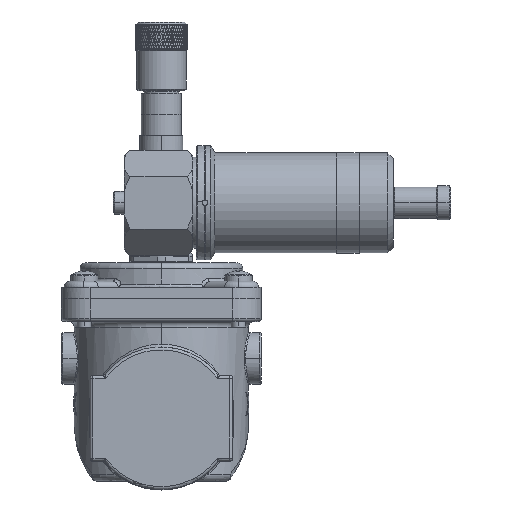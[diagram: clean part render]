
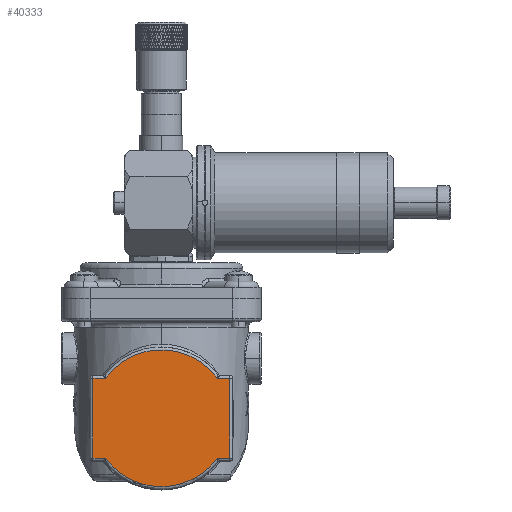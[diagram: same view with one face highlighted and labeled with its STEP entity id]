
A CAD part, top view. The second image highlights one B-rep face of the part: STEP entity #40333.
In plain terms, the highlighted planar face has unit normal (0, 0, 1).
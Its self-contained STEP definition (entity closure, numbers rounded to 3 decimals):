
#409 = EDGE_CURVE ( 'Defeature completata1_92+Defeature completata1_109+Defeature completata1_111+Defeature completata1_112', #74741, #93151, #35704, .T. ) ;
#2979 = DIRECTION ( 'NONE',  ( 1., 0., 0. ) ) ;
#3682 = CIRCLE ( 'NONE', #50507, 24. ) ;
#6891 = VERTEX_POINT ( 'NONE', #43684 ) ;
#8324 = ORIENTED_EDGE ( 'NONE', *, *, #99789, .T. ) ;
#10852 = VECTOR ( 'NONE', #69752, 1000. ) ;
#12685 = DIRECTION ( 'NONE',  ( 0., 0., 1. ) ) ;
#19963 = VECTOR ( 'NONE', #2979, 1000. ) ;
#20167 = AXIS2_PLACEMENT_3D ( 'NONE', #89589, #59746, #35985 ) ;
#21632 = EDGE_CURVE ( 'Defeature completata1_92+Defeature completata1_112+Defeature completata1_109+Defeature completata1_116', #93151, #86057, #99125, .T. ) ;
#27033 = VERTEX_POINT ( 'NONE', #69829 ) ;
#28704 = ORIENTED_EDGE ( 'NONE', *, *, #409, .T. ) ;
#29911 = CARTESIAN_POINT ( 'NONE',  ( 24., -28., 48. ) ) ;
#31265 = ORIENTED_EDGE ( 'NONE', *, *, #63395, .T. ) ;
#32252 = EDGE_CURVE ( 'Defeature completata1_92+Defeature completata1_120+Defeature completata1_118+Defeature completata1_117', #78101, #27033, #76879, .T. ) ;
#35704 = LINE ( 'NONE', #59476, #57286 ) ;
#35985 = DIRECTION ( 'NONE',  ( 1., 0., 0. ) ) ;
#36590 = CARTESIAN_POINT ( 'NONE',  ( -24., -28., 48. ) ) ;
#40333 = ADVANCED_FACE ( 'Defeature completata1_92', ( #58745 ), #59253, .T. ) ;
#41837 = CARTESIAN_POINT ( 'NONE',  ( 24., -28., 48. ) ) ;
#42363 = LINE ( 'NONE', #78804, #76729 ) ;
#43490 = DIRECTION ( 'NONE',  ( 1., 0., 0. ) ) ;
#43684 = CARTESIAN_POINT ( 'NONE',  ( -24., -56., 48. ) ) ;
#43815 = EDGE_LOOP ( 'NONE', ( #61417, #31265, #91746, #79429, #28704, #96255, #8324, #93007 ) ) ;
#48029 = DIRECTION ( 'NONE',  ( 1., 0., 0. ) ) ;
#49436 = CARTESIAN_POINT ( 'NONE',  ( 24., -56., 48. ) ) ;
#50507 = AXIS2_PLACEMENT_3D ( 'NONE', #87408, #71250, #48029 ) ;
#53643 = DIRECTION ( 'NONE',  ( 0., 1., 0. ) ) ;
#56522 = EDGE_CURVE ( 'Defeature completata1_92+Defeature completata1_111+Defeature completata1_113+Defeature completata1_109', #68605, #74741, #63076, .T. ) ;
#57035 = CARTESIAN_POINT ( 'NONE',  ( -24., -56., 48. ) ) ;
#57286 = VECTOR ( 'NONE', #89315, 1000. ) ;
#58745 = FACE_OUTER_BOUND ( 'NONE', #43815, .T. ) ;
#59253 = PLANE ( 'NONE',  #20167 ) ;
#59476 = CARTESIAN_POINT ( 'NONE',  ( -24., -56., 48. ) ) ;
#59746 = DIRECTION ( 'NONE',  ( 0., 0., 1. ) ) ;
#60333 = LINE ( 'NONE', #36590, #63572 ) ;
#61417 = ORIENTED_EDGE ( 'NONE', *, *, #32252, .T. ) ;
#63076 = CIRCLE ( 'NONE', #95394, 24. ) ;
#63395 = EDGE_CURVE ( 'Defeature completata1_92+Defeature completata1_117+Defeature completata1_120+Defeature completata1_113', #27033, #6891, #60333, .T. ) ;
#63572 = VECTOR ( 'NONE', #98715, 1000. ) ;
#68605 = VERTEX_POINT ( 'NONE', #90611 ) ;
#69261 = CARTESIAN_POINT ( 'NONE',  ( -24., -28., 48. ) ) ;
#69752 = DIRECTION ( 'NONE',  ( -1., 0., 0. ) ) ;
#69829 = CARTESIAN_POINT ( 'NONE',  ( -24., -28., 48. ) ) ;
#70728 = VERTEX_POINT ( 'NONE', #87476 ) ;
#71250 = DIRECTION ( 'NONE',  ( 0., 0., 1. ) ) ;
#72692 = DIRECTION ( 'NONE',  ( -1., 0., 0. ) ) ;
#73326 = CARTESIAN_POINT ( 'NONE',  ( 0., -42., 48. ) ) ;
#74741 = VERTEX_POINT ( 'NONE', #91029 ) ;
#75762 = EDGE_CURVE ( 'Defeature completata1_92+Defeature completata1_118+Defeature completata1_116+Defeature completata1_120', #70728, #78101, #3682, .T. ) ;
#76729 = VECTOR ( 'NONE', #72692, 1000. ) ;
#76879 = LINE ( 'NONE', #69261, #10852 ) ;
#78101 = VERTEX_POINT ( 'NONE', #90773 ) ;
#78804 = CARTESIAN_POINT ( 'NONE',  ( -24., -28., 48. ) ) ;
#79429 = ORIENTED_EDGE ( 'NONE', *, *, #56522, .T. ) ;
#80792 = LINE ( 'NONE', #57035, #19963 ) ;
#85978 = VECTOR ( 'NONE', #53643, 1000. ) ;
#86057 = VERTEX_POINT ( 'NONE', #41837 ) ;
#87408 = CARTESIAN_POINT ( 'NONE',  ( 0., -42., 48. ) ) ;
#87476 = CARTESIAN_POINT ( 'NONE',  ( 19.494, -28., 48. ) ) ;
#89315 = DIRECTION ( 'NONE',  ( 1., 0., 0. ) ) ;
#89589 = CARTESIAN_POINT ( 'NONE',  ( -24., -28., 48. ) ) ;
#90611 = CARTESIAN_POINT ( 'NONE',  ( -19.494, -56., 48. ) ) ;
#90773 = CARTESIAN_POINT ( 'NONE',  ( -19.494, -28., 48. ) ) ;
#91029 = CARTESIAN_POINT ( 'NONE',  ( 19.494, -56., 48. ) ) ;
#91746 = ORIENTED_EDGE ( 'NONE', *, *, #95200, .T. ) ;
#93007 = ORIENTED_EDGE ( 'NONE', *, *, #75762, .T. ) ;
#93151 = VERTEX_POINT ( 'NONE', #49436 ) ;
#95200 = EDGE_CURVE ( 'Defeature completata1_92+Defeature completata1_113+Defeature completata1_117+Defeature completata1_111', #6891, #68605, #80792, .T. ) ;
#95394 = AXIS2_PLACEMENT_3D ( 'NONE', #73326, #12685, #43490 ) ;
#96255 = ORIENTED_EDGE ( 'NONE', *, *, #21632, .T. ) ;
#98715 = DIRECTION ( 'NONE',  ( 0., -1., 0. ) ) ;
#99125 = LINE ( 'NONE', #29911, #85978 ) ;
#99789 = EDGE_CURVE ( 'Defeature completata1_92+Defeature completata1_116+Defeature completata1_112+Defeature completata1_118', #86057, #70728, #42363, .T. ) ;
